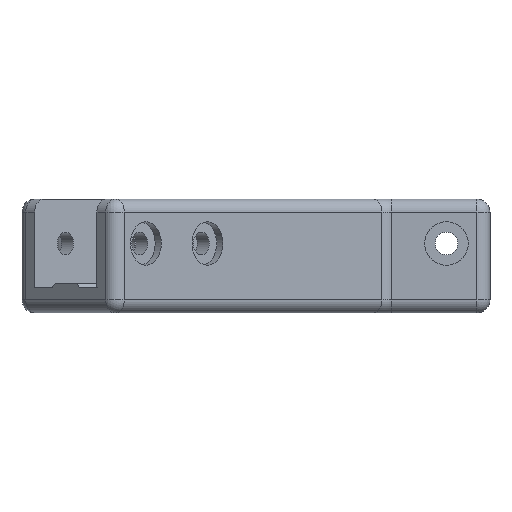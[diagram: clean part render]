
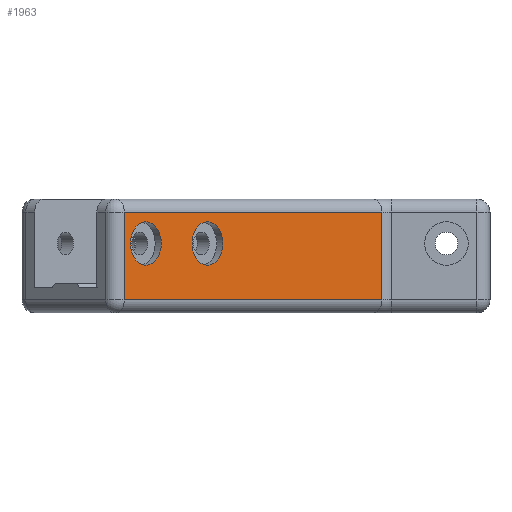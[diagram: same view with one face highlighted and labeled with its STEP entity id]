
A CAD part, front view. The second image highlights one B-rep face of the part: STEP entity #1963.
In plain terms, the highlighted planar face has unit normal (0.707, -0.707, 0).
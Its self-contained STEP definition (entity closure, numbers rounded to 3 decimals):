
#29=FACE_BOUND('',#686,.T.);
#30=FACE_BOUND('',#687,.T.);
#68=PLANE('',#2172);
#141=LINE('',#3095,#304);
#144=LINE('',#3099,#307);
#147=LINE('',#3107,#310);
#150=LINE('',#3111,#313);
#304=VECTOR('',#2485,10.);
#307=VECTOR('',#2490,10.);
#310=VECTOR('',#2499,10.);
#313=VECTOR('',#2504,10.);
#548=FACE_OUTER_BOUND('',#685,.T.);
#685=EDGE_LOOP('',(#1600,#1601,#1602,#1603));
#686=EDGE_LOOP('',(#1604));
#687=EDGE_LOOP('',(#1605));
#854=CIRCLE('',#2173,5.);
#855=CIRCLE('',#2174,5.);
#936=VERTEX_POINT('',#3039);
#941=VERTEX_POINT('',#3053);
#947=VERTEX_POINT('',#3076);
#951=VERTEX_POINT('',#3084);
#1002=VERTEX_POINT('',#3245);
#1003=VERTEX_POINT('',#3247);
#1149=EDGE_CURVE('',#947,#951,#141,.T.);
#1152=EDGE_CURVE('',#951,#941,#144,.T.);
#1156=EDGE_CURVE('',#936,#947,#147,.T.);
#1159=EDGE_CURVE('',#941,#936,#150,.T.);
#1227=EDGE_CURVE('',#1002,#1002,#854,.T.);
#1228=EDGE_CURVE('',#1003,#1003,#855,.T.);
#1600=ORIENTED_EDGE('',*,*,#1149,.F.);
#1601=ORIENTED_EDGE('',*,*,#1156,.F.);
#1602=ORIENTED_EDGE('',*,*,#1159,.F.);
#1603=ORIENTED_EDGE('',*,*,#1152,.F.);
#1604=ORIENTED_EDGE('',*,*,#1227,.F.);
#1605=ORIENTED_EDGE('',*,*,#1228,.F.);
#1963=ADVANCED_FACE('',(#548,#29,#30),#68,.F.);
#2172=AXIS2_PLACEMENT_3D('',#3244,#2626,#2627);
#2173=AXIS2_PLACEMENT_3D('',#3246,#2628,#2629);
#2174=AXIS2_PLACEMENT_3D('',#3248,#2630,#2631);
#2485=DIRECTION('',(0.707,0.707,0.));
#2490=DIRECTION('',(0.,0.,-1.));
#2499=DIRECTION('',(0.,0.,1.));
#2504=DIRECTION('',(-0.707,-0.707,0.));
#2626=DIRECTION('center_axis',(-0.707,0.707,0.));
#2627=DIRECTION('ref_axis',(0.,0.,-1.));
#2628=DIRECTION('center_axis',(0.707,-0.707,0.));
#2629=DIRECTION('ref_axis',(0.707,0.707,0.));
#2630=DIRECTION('center_axis',(0.707,-0.707,0.));
#2631=DIRECTION('ref_axis',(0.707,0.707,0.));
#3039=CARTESIAN_POINT('',(-29.981,-116.537,3.));
#3053=CARTESIAN_POINT('',(29.177,-57.379,3.));
#3076=CARTESIAN_POINT('',(-29.981,-116.537,23.15));
#3084=CARTESIAN_POINT('',(29.177,-57.379,23.15));
#3095=CARTESIAN_POINT('',(13.206,-73.35,23.15));
#3099=CARTESIAN_POINT('',(29.177,-57.379,13.075));
#3107=CARTESIAN_POINT('',(-29.981,-116.537,19.613));
#3111=CARTESIAN_POINT('',(26.181,-60.375,3.));
#3244=CARTESIAN_POINT('Origin',(11.384,-75.171,26.15));
#3245=CARTESIAN_POINT('',(-14.425,-100.981,15.95));
#3246=CARTESIAN_POINT('Origin',(-10.889,-97.445,15.95));
#3247=CARTESIAN_POINT('',(-28.567,-115.123,15.95));
#3248=CARTESIAN_POINT('Origin',(-25.032,-111.587,15.95));
